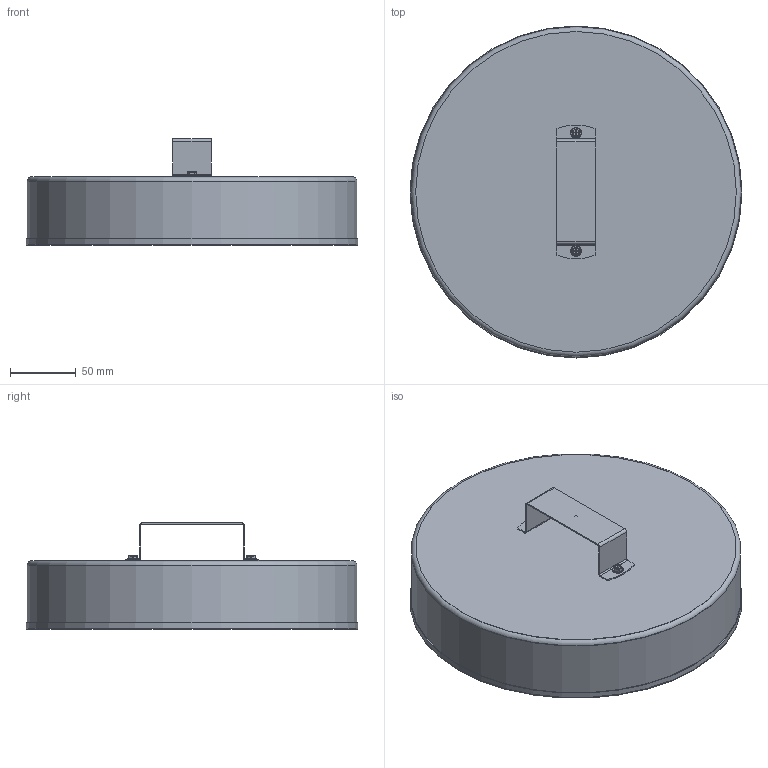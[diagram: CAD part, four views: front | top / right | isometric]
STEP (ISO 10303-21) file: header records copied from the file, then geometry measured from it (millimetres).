
FILE_DESCRIPTION((''),'2;1');
FILE_NAME('HÄLMH-250.stp','2014-02-21T15:21:26',(''),(''),'Autodesk Inventor 2013','Autodesk Inventor 2013','');
FILE_SCHEMA(('AUTOMOTIVE_DESIGN { 1 2 10303 214 0 1 1 1 }'));
Length unit declared in the file: millimetre
Products named in the file (4): HÄLMH-250; HÄLM-250; Handtag-75_1; Borrskruv_4,2x9,5
Assembly tree (4 placements, depth 2):
  HÄLMH-250
    HÄLM-250
    Handtag-75_1
    Borrskruv_4,2x9,5  x2
Bounding box: 253 x 253 x 81 mm (x, y, z)
Volume: 51293 mm3; surface area: 196545 mm2
Topology: 4 solids, 4 shells, 247 faces, 556 edges, 319 vertices
Faces by surface type: plane 122, cylinder 73, torus 22, bspline 18, cone 12
Full cylindrical faces by diameter (mm): 2 x1, 4 x2, 5.1 x2, 8.4 x2, 250.4 x1, 251.4 x1, 252 x1, 253 x1
Entity records: 4904 total; most frequent: CARTESIAN_POINT 1563, DIRECTION 676, ORIENTED_EDGE 622, EDGE_CURVE 311, AXIS2_PLACEMENT_3D 254, VERTEX_POINT 186, EDGE_LOOP 177, VECTOR 168
